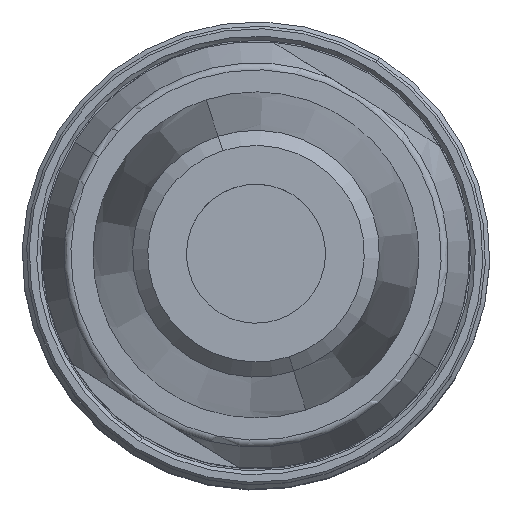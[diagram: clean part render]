
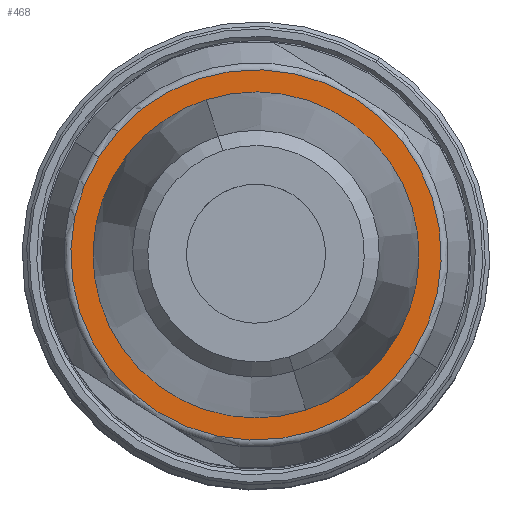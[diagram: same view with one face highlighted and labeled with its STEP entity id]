
A CAD part, top view. The second image highlights one B-rep face of the part: STEP entity #468.
In plain terms, the highlighted planar face has unit normal (0, 0, 1).
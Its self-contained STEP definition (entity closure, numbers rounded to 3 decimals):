
#160=AXIS2_PLACEMENT_3D('Circle Axis2P3D',#158,#159,$) ;
#370=AXIS2_PLACEMENT_3D('Circle Axis2P3D',#368,#369,$) ;
#402=AXIS2_PLACEMENT_3D('Plane Axis2P3D',#399,#400,#401) ;
#118=CARTESIAN_POINT('Vertex',(15.467,5.374,44.)) ;
#155=CARTESIAN_POINT('Vertex',(3.033,13.126,44.)) ;
#158=CARTESIAN_POINT('Axis2P3D Location',(9.25,9.25,44.)) ;
#368=CARTESIAN_POINT('Axis2P3D Location',(9.25,9.25,44.)) ;
#399=CARTESIAN_POINT('Axis2P3D Location',(9.25,9.25,44.)) ;
#409=CARTESIAN_POINT('Control Point',(11.222,3.109,44.)) ;
#410=CARTESIAN_POINT('Control Point',(10.63,2.919,44.)) ;
#411=CARTESIAN_POINT('Control Point',(10.014,2.8,44.)) ;
#412=CARTESIAN_POINT('Control Point',(9.388,2.756,44.)) ;
#413=CARTESIAN_POINT('Control Point',(8.136,2.821,44.)) ;
#414=CARTESIAN_POINT('Control Point',(6.936,3.181,44.)) ;
#415=CARTESIAN_POINT('Control Point',(6.36,3.433,44.)) ;
#416=CARTESIAN_POINT('Control Point',(5.281,4.071,44.)) ;
#417=CARTESIAN_POINT('Control Point',(4.385,4.946,44.)) ;
#418=CARTESIAN_POINT('Control Point',(3.992,5.436,44.)) ;
#419=CARTESIAN_POINT('Control Point',(3.332,6.502,44.)) ;
#420=CARTESIAN_POINT('Control Point',(2.944,7.693,44.)) ;
#421=CARTESIAN_POINT('Control Point',(2.823,8.31,44.)) ;
#422=CARTESIAN_POINT('Control Point',(2.732,9.56,44.)) ;
#423=CARTESIAN_POINT('Control Point',(2.941,10.795,44.)) ;
#424=CARTESIAN_POINT('Control Point',(3.12,11.398,44.)) ;
#425=CARTESIAN_POINT('Control Point',(3.619,12.547,44.)) ;
#426=CARTESIAN_POINT('Control Point',(4.377,13.545,44.)) ;
#427=CARTESIAN_POINT('Control Point',(4.815,13.996,44.)) ;
#428=CARTESIAN_POINT('Control Point',(5.554,14.591,44.)) ;
#429=CARTESIAN_POINT('Control Point',(6.384,15.041,44.)) ;
#430=CARTESIAN_POINT('Control Point',(6.675,15.177,44.)) ;
#431=CARTESIAN_POINT('Control Point',(6.973,15.293,44.)) ;
#432=CARTESIAN_POINT('Control Point',(7.278,15.391,44.)) ;
#433=CARTESIAN_POINT('Vertex',(11.222,3.109,44.)) ;
#435=CARTESIAN_POINT('Vertex',(7.278,15.391,44.)) ;
#439=CARTESIAN_POINT('Control Point',(7.278,15.391,44.)) ;
#440=CARTESIAN_POINT('Control Point',(7.87,15.581,44.)) ;
#441=CARTESIAN_POINT('Control Point',(8.486,15.7,44.)) ;
#442=CARTESIAN_POINT('Control Point',(9.112,15.744,44.)) ;
#443=CARTESIAN_POINT('Control Point',(10.364,15.679,44.)) ;
#444=CARTESIAN_POINT('Control Point',(11.564,15.319,44.)) ;
#445=CARTESIAN_POINT('Control Point',(12.14,15.067,44.)) ;
#446=CARTESIAN_POINT('Control Point',(13.219,14.429,44.)) ;
#447=CARTESIAN_POINT('Control Point',(14.115,13.554,44.)) ;
#448=CARTESIAN_POINT('Control Point',(14.508,13.064,44.)) ;
#449=CARTESIAN_POINT('Control Point',(15.168,11.998,44.)) ;
#450=CARTESIAN_POINT('Control Point',(15.556,10.807,44.)) ;
#451=CARTESIAN_POINT('Control Point',(15.677,10.19,44.)) ;
#452=CARTESIAN_POINT('Control Point',(15.768,8.94,44.)) ;
#453=CARTESIAN_POINT('Control Point',(15.559,7.705,44.)) ;
#454=CARTESIAN_POINT('Control Point',(15.38,7.102,44.)) ;
#455=CARTESIAN_POINT('Control Point',(14.881,5.953,44.)) ;
#456=CARTESIAN_POINT('Control Point',(14.123,4.955,44.)) ;
#457=CARTESIAN_POINT('Control Point',(13.685,4.504,44.)) ;
#458=CARTESIAN_POINT('Control Point',(12.946,3.909,44.)) ;
#459=CARTESIAN_POINT('Control Point',(12.116,3.459,44.)) ;
#460=CARTESIAN_POINT('Control Point',(11.825,3.323,44.)) ;
#461=CARTESIAN_POINT('Control Point',(11.527,3.207,44.)) ;
#462=CARTESIAN_POINT('Control Point',(11.222,3.109,44.)) ;
#159=DIRECTION('Axis2P3D Direction',(0.,0.,1.)) ;
#369=DIRECTION('Axis2P3D Direction',(0.,0.,1.)) ;
#400=DIRECTION('Axis2P3D Direction',(0.,0.,1.)) ;
#401=DIRECTION('Axis2P3D XDirection',(-0.849,0.529,0.)) ;
#405=ORIENTED_EDGE('',*,*,#372,.T.) ;
#406=ORIENTED_EDGE('',*,*,#162,.T.) ;
#465=ORIENTED_EDGE('',*,*,#437,.T.) ;
#466=ORIENTED_EDGE('',*,*,#463,.T.) ;
#467=FACE_BOUND('',#464,.T.) ;
#468=ADVANCED_FACE('MANIFOLD_SOLID_BREP #40',(#407,#467),#403,.T.) ;
#408=B_SPLINE_CURVE_WITH_KNOTS('',5,(#409,#410,#411,#412,#413,#414,#415,#416,#417,#418,#419,#420,#421,#422,#423,#424,#425,#426,#427,#428,#429,#430,#431,#432),.UNSPECIFIED.,.F.,.U.,(6,3,3,3,3,3,3,6),(0.,4.399,8.798,13.196,17.595,21.994,26.393,28.656),.UNSPECIFIED.) ;
#438=B_SPLINE_CURVE_WITH_KNOTS('',5,(#439,#440,#441,#442,#443,#444,#445,#446,#447,#448,#449,#450,#451,#452,#453,#454,#455,#456,#457,#458,#459,#460,#461,#462),.UNSPECIFIED.,.F.,.U.,(6,3,3,3,3,3,3,6),(0.,4.399,8.798,13.196,17.595,21.994,26.393,28.656),.UNSPECIFIED.) ;
#161=CIRCLE('generated circle',#160,7.326) ;
#371=CIRCLE('generated circle',#370,7.326) ;
#162=EDGE_CURVE('',#119,#156,#161,.T.) ;
#372=EDGE_CURVE('',#156,#119,#371,.T.) ;
#437=EDGE_CURVE('',#434,#436,#408,.T.) ;
#463=EDGE_CURVE('',#436,#434,#438,.T.) ;
#404=EDGE_LOOP('',(#405,#406)) ;
#464=EDGE_LOOP('',(#465,#466)) ;
#407=FACE_OUTER_BOUND('',#404,.T.) ;
#403=PLANE('',#402) ;
#119=VERTEX_POINT('',#118) ;
#156=VERTEX_POINT('',#155) ;
#434=VERTEX_POINT('',#433) ;
#436=VERTEX_POINT('',#435) ;
